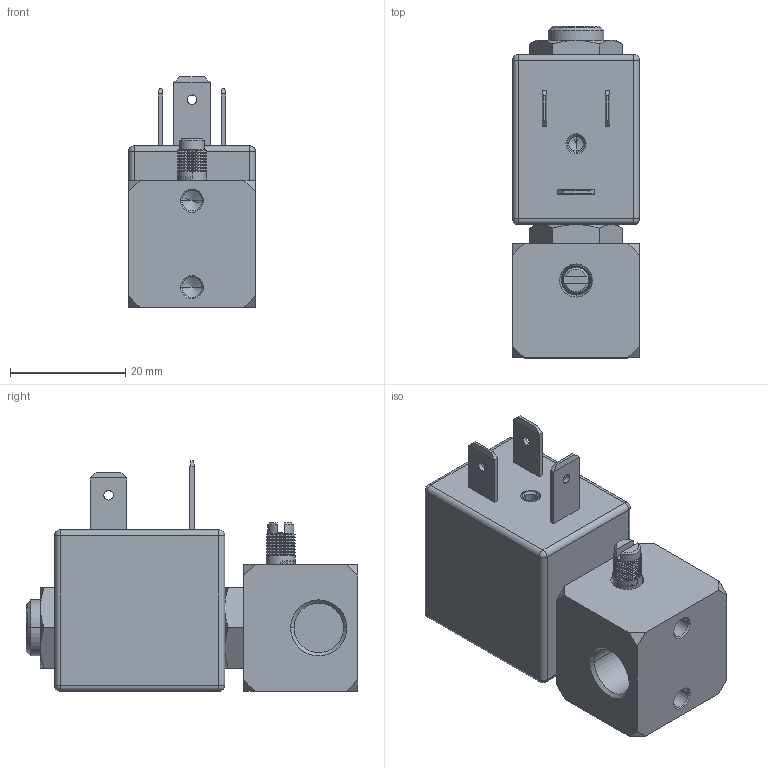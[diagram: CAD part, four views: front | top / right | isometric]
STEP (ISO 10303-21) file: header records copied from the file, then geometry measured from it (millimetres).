
FILE_DESCRIPTION((''),'2;1');
FILE_NAME('31JR1W0_XX-M_ING_ASM','2018-01-15T17:31:01',('svitali'),('O.D.E.'),'CREO PARAMETRIC BY PTC INC, 2017110','CREO PARAMETRIC BY PTC INC, 2017110','');
FILE_SCHEMA(('CONFIG_CONTROL_DESIGN','SHAPE_APPEARANCE_LAYERS_GROUPS'));
Products named in the file (11): 450JR1_ING; 452054_ING; 450655_ING_AF0; 450667_ING_ASM; 452074_ING_ASM; 450576_ING; 452571_AF0; 450146; BOBINA_SERIE_LB; BOBINA_SERIE_L_ING_ASM; 31JR1W0_XX-M_ING_ASM
Assembly tree (10 placements, depth 4):
  31JR1W0_XX-M_ING_ASM
    450JR1_ING
    452074_ING_ASM
      452054_ING
      450667_ING_ASM
        450655_ING_AF0
    450576_ING
    452571_AF0
    450146
    BOBINA_SERIE_L_ING_ASM
      BOBINA_SERIE_LB
Bounding box: 22 x 57.55 x 40 mm (x, y, z)
Volume: 28377.9 mm3; surface area: 13147.8 mm2
Topology: 7 solids, 29 shells, 1801 faces, 3774 edges, 2036 vertices
Faces by surface type: bspline 1140, cylinder 348, plane 203, cone 82, torus 16, sphere 8, extrusion 4
Entity records: 88804 total; most frequent: CARTESIAN_POINT 47130, ORIENTED_EDGE 7500, PRESENTATION_STYLE_ASSIGNMENT 3821, STYLED_ITEM 3781, CURVE_STYLE 3766, EDGE_CURVE 3766, DIRECTION 3084, B_SPLINE_CURVE_WITH_KNOTS 2403
